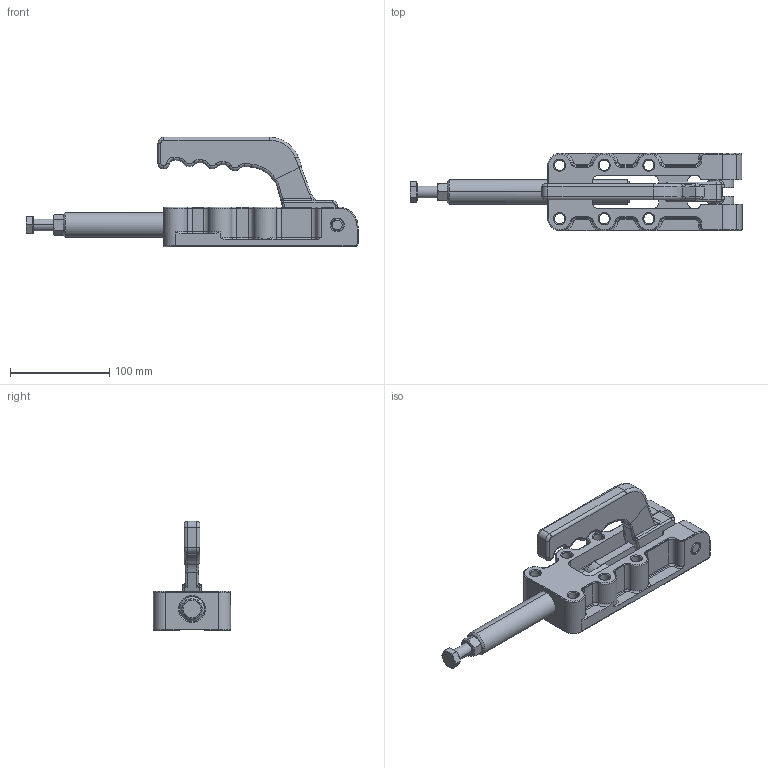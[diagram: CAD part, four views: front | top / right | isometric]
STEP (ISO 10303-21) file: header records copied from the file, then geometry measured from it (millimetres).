
FILE_DESCRIPTION((''),'2;1');
FILE_NAME('CP75.stp','2009-10-27T15:40:38',('David'),(''),'Autodesk Inventor 8','Autodesk Inventor 8','');
FILE_SCHEMA(('AUTOMOTIVE_DESIGN { 1 0 10303 214 1 1 1 1 }'));
Length unit declared in the file: millimetre
Products named in the file (7): CP75; CP75 BODY; CP75 HANDLE ASSEMBLY; CP75 LINK; CP75 PLUNGER ASSEMBLY; ISO 4017  (Regular Thread) M12 x 50; ISO 4032 - M12
Assembly tree (6 placements, depth 2):
  CP75
    CP75 BODY
    CP75 HANDLE ASSEMBLY
    CP75 LINK
    CP75 PLUNGER ASSEMBLY
    ISO 4017  (Regular Thread) M12 x 50
    ISO 4032 - M12
Bounding box: 335 x 78 x 110.5 mm (x, y, z)
Volume: 519470.2 mm3; surface area: 124842 mm2
Topology: 6 solids, 6 shells, 515 faces, 1253 edges, 747 vertices
Faces by surface type: cylinder 211, plane 94, cone 82, bspline 66, torus 60, sphere 2
Entity records: 18358 total; most frequent: CARTESIAN_POINT 6087, DIRECTION 2747, ORIENTED_EDGE 2478, EDGE_CURVE 1239, AXIS2_PLACEMENT_3D 1136, VERTEX_POINT 747, CIRCLE 670, EDGE_LOOP 556
